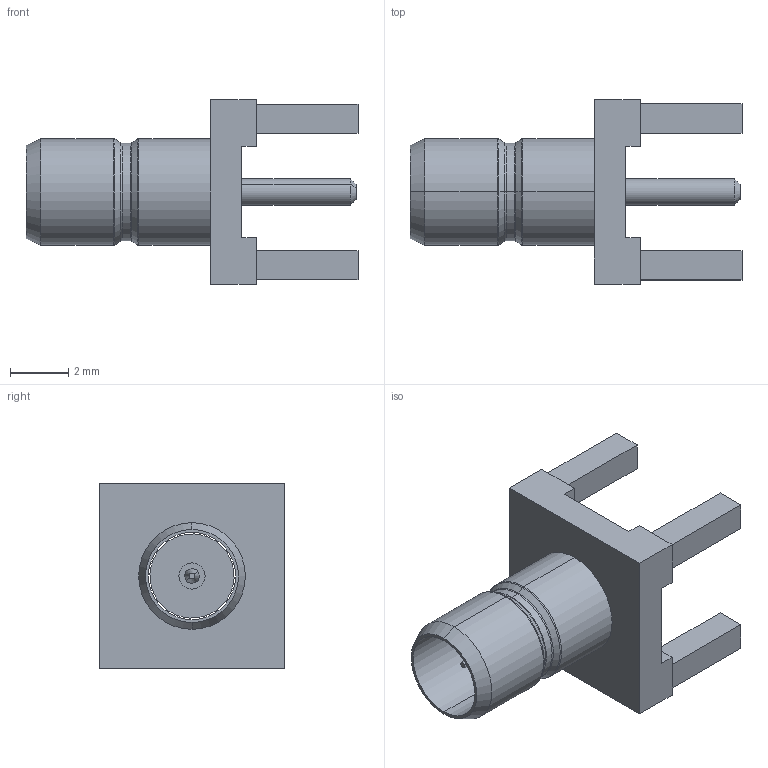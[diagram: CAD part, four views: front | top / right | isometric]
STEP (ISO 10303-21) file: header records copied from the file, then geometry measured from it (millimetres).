
FILE_DESCRIPTION (( 'STEP AP214' ), '1' );
FILE_NAME ('32-450-D6.STEP', '2024-09-06T08:28:49', ( '' ), ( '' ), 'SwSTEP 2.0', 'SolidWorks 2024', '' );
FILE_SCHEMA (( 'AUTOMOTIVE_DESIGN' ));
Length unit declared in the file: millimetre
Products named in the file (1): 32-450-D6
Bounding box: 11.43 x 6.35 x 6.35 mm (x, y, z)
Surface area: 326.6 mm2 (no closed solid volume)
Topology: 0 solids, 4 shells, 76 faces, 178 edges, 112 vertices
Faces by surface type: plane 42, cylinder 14, cone 12, torus 8
Entity records: 2161 total; most frequent: DIRECTION 388, CARTESIAN_POINT 367, ORIENTED_EDGE 344, EDGE_CURVE 178, AXIS2_PLACEMENT_3D 133, LINE 122, VECTOR 122, VERTEX_POINT 112
